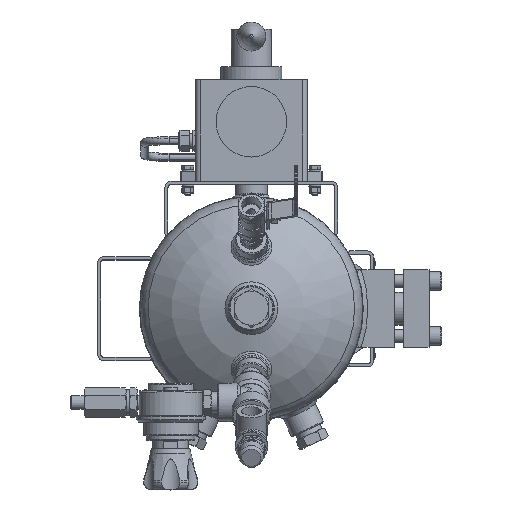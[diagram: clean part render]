
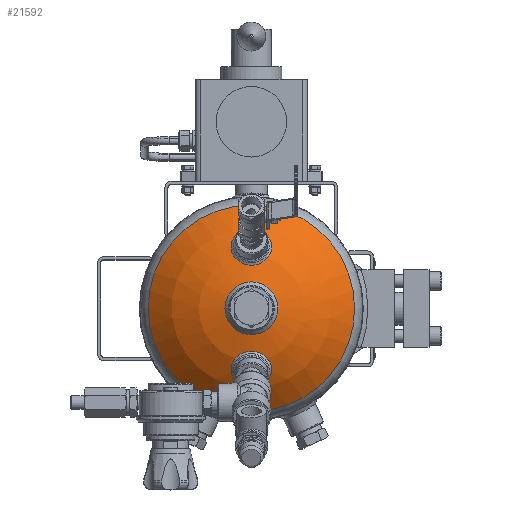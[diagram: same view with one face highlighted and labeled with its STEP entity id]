
A CAD part, top view. The second image highlights one B-rep face of the part: STEP entity #21592.
In plain terms, the highlighted spherical face has radius 140.215 mm.
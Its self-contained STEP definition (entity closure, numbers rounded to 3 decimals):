
#3030=SPHERICAL_SURFACE('',#29458,140.215);
#4675=CIRCLE('',#29459,17.526);
#4676=CIRCLE('',#29460,22.513);
#4677=CIRCLE('',#29461,17.526);
#4678=CIRCLE('',#29462,101.553);
#5599=ORIENTED_EDGE('',*,*,#11448,.T.);
#5600=ORIENTED_EDGE('',*,*,#11449,.T.);
#5601=ORIENTED_EDGE('',*,*,#11450,.T.);
#5602=ORIENTED_EDGE('',*,*,#11451,.F.);
#11448=EDGE_CURVE('',#14385,#14385,#4675,.T.);
#11449=EDGE_CURVE('',#14386,#14386,#4676,.T.);
#11450=EDGE_CURVE('',#14387,#14387,#4677,.T.);
#11451=EDGE_CURVE('',#14388,#14388,#4678,.T.);
#14385=VERTEX_POINT('',#39519);
#14386=VERTEX_POINT('',#39521);
#14387=VERTEX_POINT('',#39523);
#14388=VERTEX_POINT('',#39525);
#17068=EDGE_LOOP('',(#5599));
#17069=EDGE_LOOP('',(#5600));
#17070=EDGE_LOOP('',(#5601));
#17071=EDGE_LOOP('',(#5602));
#19183=FACE_BOUND('',#17068,.T.);
#19184=FACE_BOUND('',#17069,.T.);
#19185=FACE_BOUND('',#17070,.T.);
#19186=FACE_BOUND('',#17071,.T.);
#21592=ADVANCED_FACE('',(#19183,#19184,#19185,#19186),#3030,.T.);
#29458=AXIS2_PLACEMENT_3D('',#39517,#31845,#31846);
#29459=AXIS2_PLACEMENT_3D('',#39518,#31847,#31848);
#29460=AXIS2_PLACEMENT_3D('',#39520,#31849,#31850);
#29461=AXIS2_PLACEMENT_3D('',#39522,#31851,#31852);
#29462=AXIS2_PLACEMENT_3D('',#39524,#31853,#31854);
#31845=DIRECTION('',(0.,0.,-1.));
#31846=DIRECTION('',(-1.,0.,0.));
#31847=DIRECTION('',(-0.435,0.,-0.9));
#31848=DIRECTION('',(-0.9,0.,0.435));
#31849=DIRECTION('',(0.,0.,-1.));
#31850=DIRECTION('',(-1.,0.,0.));
#31851=DIRECTION('',(0.435,0.,-0.9));
#31852=DIRECTION('',(-0.9,0.,-0.435));
#31853=DIRECTION('',(0.,0.,-1.));
#31854=DIRECTION('',(-1.,0.,0.));
#39517=CARTESIAN_POINT('',(0.,0.,-38.615));
#39518=CARTESIAN_POINT('',(60.522,0.,86.646));
#39519=CARTESIAN_POINT('',(44.741,0.,94.27));
#39520=CARTESIAN_POINT('',(0.,0.,99.781));
#39521=CARTESIAN_POINT('',(-22.513,0.,99.781));
#39522=CARTESIAN_POINT('',(-60.522,0.,86.646));
#39523=CARTESIAN_POINT('',(-76.302,0.,79.021));
#39524=CARTESIAN_POINT('',(0.,0.,58.066));
#39525=CARTESIAN_POINT('',(-101.553,0.,58.066));
